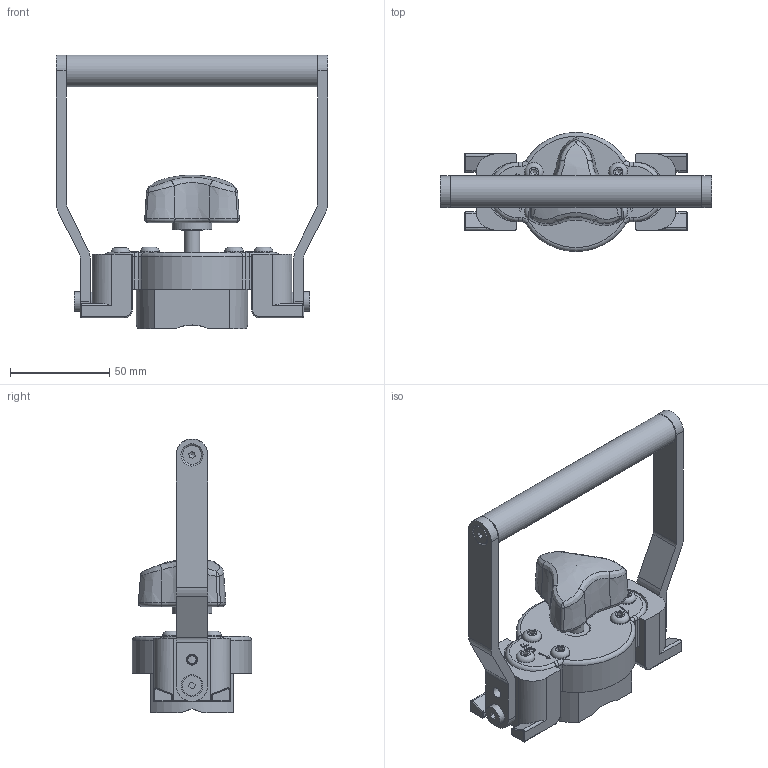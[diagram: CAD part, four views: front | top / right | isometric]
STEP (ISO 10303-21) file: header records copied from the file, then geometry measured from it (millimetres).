
FILE_DESCRIPTION(/* description */ (''),/* implementation_level */ '2;1');
FILE_NAME(/* name */ 'MS-8100359.stp',/* time_stamp */ '2013-12-06T12:05:18+01:00',/* author */ ('bs'),/* organization */ (''),/* preprocessor_version */ 'ST-DEVELOPER v15.2',/* originating_system */ 'Autodesk Inventor 2014',/* authorisation */ '');
FILE_SCHEMA (('AUTOMOTIVE_DESIGN { 1 0 10303 214 3 1 1 }'));
Length unit declared in the file: millimetre
Products named in the file (13): P140014; P140015; P140016; P140017; S140001; P140018; P140019; P140020; P140021; 52.0205010; P140022; 54.1205025; MS-8100359
Bounding box: 136.6 x 60 x 137.9 mm (x, y, z)
Volume: 205860.5 mm3; surface area: 72176.3 mm2
Topology: 22 solids, 22 shells, 834 faces, 2138 edges, 1369 vertices
Faces by surface type: plane 331, cylinder 331, cone 70, bspline 58, torus 37, sphere 7
Full cylindrical faces by diameter (mm): 4.134 x16, 4.978 x1, 5 x10, 5.5 x4, 6 x12, 6.2 x1, 8 x1, 9.43 x2, 9.5 x6, 10 x5, 11 x2, 14 x3, 16 x1, 17 x1, 20 x1, 39 x1
Entity records: 20666 total; most frequent: CARTESIAN_POINT 4642, DIRECTION 3384, ORIENTED_EDGE 3190, EDGE_CURVE 1595, AXIS2_PLACEMENT_3D 1282, VERTEX_POINT 1076, LINE 820, VECTOR 820
